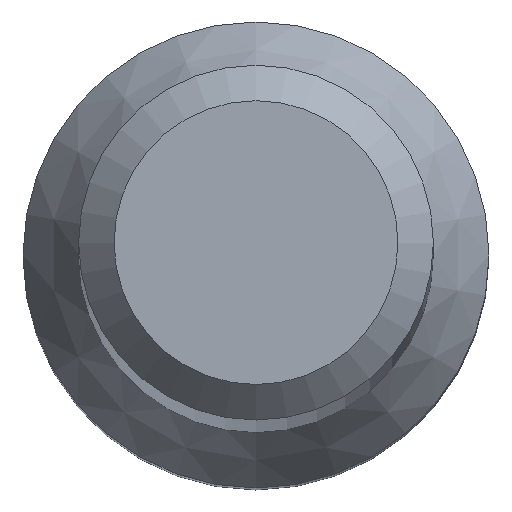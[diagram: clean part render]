
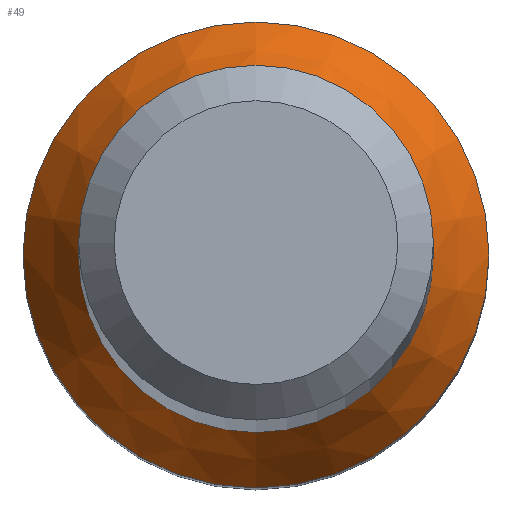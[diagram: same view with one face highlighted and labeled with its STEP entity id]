
A CAD part, top view. The second image highlights one B-rep face of the part: STEP entity #49.
In plain terms, the highlighted conical face has half-angle 30 degrees and reference radius 1.97 mm.
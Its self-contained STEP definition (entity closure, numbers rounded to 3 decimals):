
#2 = CIRCLE ( 'NONE', #232, 1.5 ) ;
#3 = CARTESIAN_POINT ( 'NONE',  ( 0., 0., 10. ) ) ;
#23 = CIRCLE ( 'NONE', #130, 1.97 ) ;
#35 = CONICAL_SURFACE ( 'NONE', #72, 1.97, 0.524 ) ;
#37 = VERTEX_POINT ( 'NONE', #116 ) ;
#38 = VERTEX_POINT ( 'NONE', #223 ) ;
#42 = DIRECTION ( 'NONE',  ( 0., 0., -1. ) ) ;
#49 = ADVANCED_FACE ( 'NONE', ( #186, #243 ), #35, .T. ) ;
#72 = AXIS2_PLACEMENT_3D ( 'NONE', #93, #226, #272 ) ;
#83 = EDGE_LOOP ( 'NONE', ( #253 ) ) ;
#93 = CARTESIAN_POINT ( 'NONE',  ( 0., 0., 10. ) ) ;
#116 = CARTESIAN_POINT ( 'NONE',  ( 0., 1.97, 10. ) ) ;
#130 = AXIS2_PLACEMENT_3D ( 'NONE', #3, #42, #135 ) ;
#135 = DIRECTION ( 'NONE',  ( 0., 1., 0. ) ) ;
#140 = EDGE_CURVE ( 'NONE', #37, #37, #23, .T. ) ;
#141 = EDGE_LOOP ( 'NONE', ( #154 ) ) ;
#154 = ORIENTED_EDGE ( 'NONE', *, *, #235, .T. ) ;
#174 = DIRECTION ( 'NONE',  ( 0., 1., 0. ) ) ;
#186 = FACE_BOUND ( 'NONE', #141, .T. ) ;
#223 = CARTESIAN_POINT ( 'NONE',  ( 0., 1.5, 10.814 ) ) ;
#226 = DIRECTION ( 'NONE',  ( 0., 0., -1. ) ) ;
#232 = AXIS2_PLACEMENT_3D ( 'NONE', #276, #280, #174 ) ;
#235 = EDGE_CURVE ( 'NONE', #38, #38, #2, .T. ) ;
#243 = FACE_OUTER_BOUND ( 'NONE', #83, .T. ) ;
#253 = ORIENTED_EDGE ( 'NONE', *, *, #140, .F. ) ;
#272 = DIRECTION ( 'NONE',  ( 0., 1., 0. ) ) ;
#276 = CARTESIAN_POINT ( 'NONE',  ( 0., 0., 10.814 ) ) ;
#280 = DIRECTION ( 'NONE',  ( 0., 0., -1. ) ) ;
